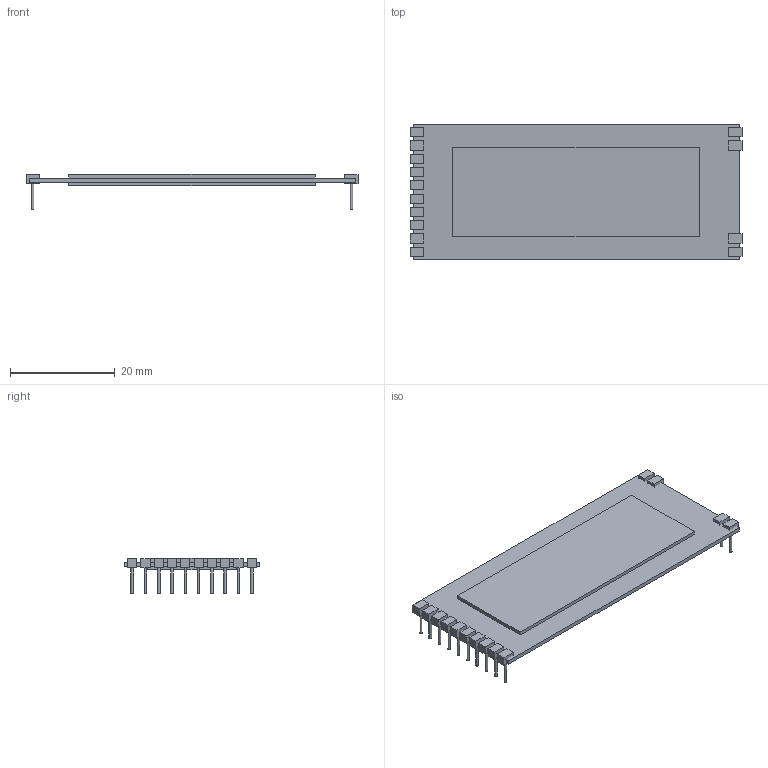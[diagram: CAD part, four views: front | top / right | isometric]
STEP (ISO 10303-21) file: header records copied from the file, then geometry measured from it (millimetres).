
FILE_DESCRIPTION(('HOOPS Exchange Step'),'2;1');
FILE_NAME('temp_export','2023-04-27T17:58:30+08:00',('30abd'),('Shapr3D Limited'),'HOOPS Exchange 2022.2','Shapr3D','Authorized');
FILE_SCHEMA( ('AUTOMOTIVE_DESIGN { 1 0 10303 214 1 1 1 1 }') );
Length unit declared in the file: millimetre
Products named in the file (4): Linear Pattern 03; Linear Pattern 02; Linear Pattern 01; root
Assembly tree (3 placements, depth 2):
  root
    Linear Pattern 03
    Linear Pattern 02
    Linear Pattern 01
Bounding box: 63.49 x 26 x 6.7 mm (x, y, z)
Volume: 2539.4 mm3; surface area: 4008.3 mm2
Topology: 15 solids, 15 shells, 128 faces, 274 edges, 192 vertices
Faces by surface type: plane 114, cylinder 14
Full cylindrical faces by diameter (mm): 0.5 x14
Entity records: 3547 total; most frequent: CARTESIAN_POINT 598, DIRECTION 594, ORIENTED_EDGE 548, EDGE_CURVE 274, VECTOR 218, LINE 218, VERTEX_POINT 192, AXIS2_PLACEMENT_3D 188
